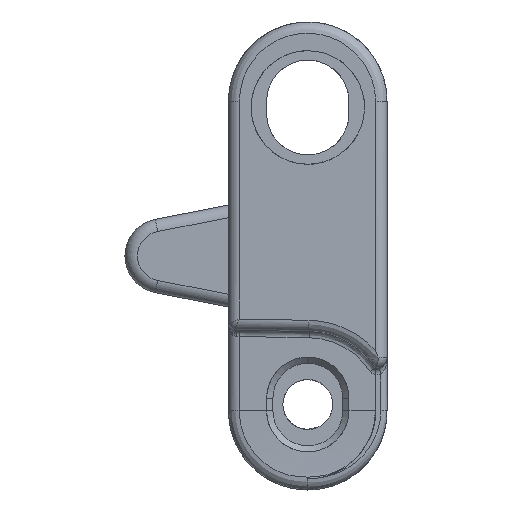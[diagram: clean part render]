
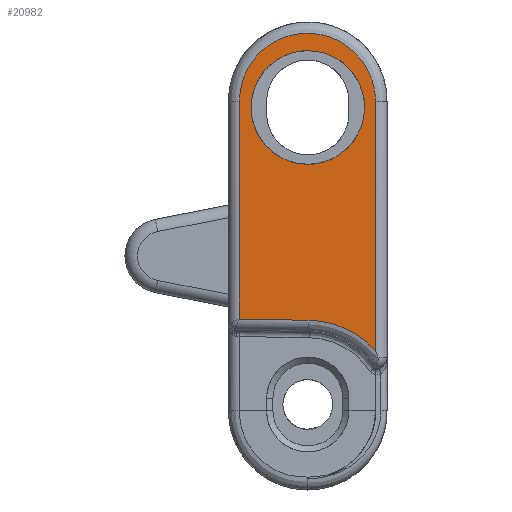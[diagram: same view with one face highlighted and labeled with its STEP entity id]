
A CAD part, left-side view. The second image highlights one B-rep face of the part: STEP entity #20982.
In plain terms, the highlighted planar face has unit normal (-0.999, 0.035, 0).
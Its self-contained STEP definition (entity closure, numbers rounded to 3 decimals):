
#1310 = CARTESIAN_POINT ( 'NONE',  ( -56.928, -6.35, 16.45 ) ) ;
#2162 = CARTESIAN_POINT ( 'NONE',  ( -57.117, -11.769, 12.4 ) ) ;
#2813 = CARTESIAN_POINT ( 'NONE',  ( -56.928, -6.35, 7.35 ) ) ;
#3231 = EDGE_CURVE ( 'NONE', #37998, #12368, #37153, .T. ) ;
#3456 = CARTESIAN_POINT ( 'NONE',  ( -56.737, -0.869, -5.054 ) ) ;
#4288 = DIRECTION ( 'NONE',  ( 0.035, 0.999, 0.017 ) ) ;
#4529 = ORIENTED_EDGE ( 'NONE', *, *, #28150, .T. ) ;
#4900 = DIRECTION ( 'NONE',  ( -0.999, 0.035, 0. ) ) ;
#4992 = VERTEX_POINT ( 'NONE', #6077 ) ;
#6077 = CARTESIAN_POINT ( 'NONE',  ( -57.117, -11.769, -7.568 ) ) ;
#6720 = DIRECTION ( 'NONE',  ( 0., 0., -1. ) ) ;
#8447 = VECTOR ( 'NONE', #4288, 1000. ) ;
#8754 = CARTESIAN_POINT ( 'NONE',  ( -56.737, -0.869, 12.4 ) ) ;
#8865 = AXIS2_PLACEMENT_3D ( 'NONE', #31676, #4900, #25094 ) ;
#10558 = DIRECTION ( 'NONE',  ( 0., 0., -1. ) ) ;
#10744 = ORIENTED_EDGE ( 'NONE', *, *, #31578, .F. ) ;
#11349 = ORIENTED_EDGE ( 'NONE', *, *, #20271, .F. ) ;
#11477 = CARTESIAN_POINT ( 'NONE',  ( -57.117, -11.769, 23.3 ) ) ;
#12368 = VERTEX_POINT ( 'NONE', #3456 ) ;
#13639 = CARTESIAN_POINT ( 'NONE',  ( -56.737, -0.869, 18.8 ) ) ;
#16040 =( BOUNDED_CURVE ( )  B_SPLINE_CURVE ( 3, ( #21067, #38344, #32700, #2813 ),
 .UNSPECIFIED., .F., .F. ) 
 B_SPLINE_CURVE_WITH_KNOTS ( ( 4, 4 ),
 ( 1.571, 4.712 ),
 .UNSPECIFIED. ) 
 CURVE ( )  GEOMETRIC_REPRESENTATION_ITEM ( )  RATIONAL_B_SPLINE_CURVE ( ( 1., 0.333, 0.333, 1. ) ) 
 REPRESENTATION_ITEM ( '' )  );
#16349 = EDGE_CURVE ( 'NONE', #37998, #33752, #37689, .T. ) ;
#16512 = EDGE_CURVE ( 'NONE', #35720, #12368, #25058, .T. ) ;
#16649 = CARTESIAN_POINT ( 'NONE',  ( -56.928, -6.35, 7.35 ) ) ;
#17104 = ORIENTED_EDGE ( 'NONE', *, *, #16349, .F. ) ;
#17700 = CARTESIAN_POINT ( 'NONE',  ( -57.117, -11.769, 12.4 ) ) ;
#19353 = CARTESIAN_POINT ( 'NONE',  ( -57.069, -10.385, -6.04 ) ) ;
#19557 = CARTESIAN_POINT ( 'NONE',  ( -56.61, 2.75, 7.35 ) ) ;
#20036 = FACE_BOUND ( 'NONE', #33899, .T. ) ;
#20271 = EDGE_CURVE ( 'NONE', #33752, #4992, #35851, .T. ) ;
#20319 = VECTOR ( 'NONE', #10558, 1000. ) ;
#20633 = VERTEX_POINT ( 'NONE', #25187 ) ;
#20982 = ADVANCED_FACE ( 'NONE', ( #37499, #20036 ), #34031, .T. ) ;
#21067 = CARTESIAN_POINT ( 'NONE',  ( -56.928, -6.35, 16.45 ) ) ;
#22263 = CARTESIAN_POINT ( 'NONE',  ( -57.117, -11.769, -7.568 ) ) ;
#24382 = CARTESIAN_POINT ( 'NONE',  ( -56.928, -6.35, 16.45 ) ) ;
#24661 = ORIENTED_EDGE ( 'NONE', *, *, #16512, .F. ) ;
#25058 = LINE ( 'NONE', #37282, #8447 ) ;
#25094 = DIRECTION ( 'NONE',  ( -0.035, -0.999, 0. ) ) ;
#25187 = CARTESIAN_POINT ( 'NONE',  ( -56.928, -6.35, 7.35 ) ) ;
#25727 = CARTESIAN_POINT ( 'NONE',  ( -56.932, -6.447, -5.151 ) ) ;
#27027 = VECTOR ( 'NONE', #6720, 1000. ) ;
#27265 = VERTEX_POINT ( 'NONE', #24382 ) ;
#27496 = CARTESIAN_POINT ( 'NONE',  ( -56.932, -6.447, -5.151 ) ) ;
#28150 = EDGE_CURVE ( 'NONE', #27265, #20633, #16040, .T. ) ;
#28646 = CARTESIAN_POINT ( 'NONE',  ( -57.004, -8.508, -5.187 ) ) ;
#30185 =( BOUNDED_CURVE ( )  B_SPLINE_CURVE ( 3, ( #16649, #19557, #33920, #1310 ),
 .UNSPECIFIED., .F., .F. ) 
 B_SPLINE_CURVE_WITH_KNOTS ( ( 4, 4 ),
 ( 4.712, 7.854 ),
 .UNSPECIFIED. ) 
 CURVE ( )  GEOMETRIC_REPRESENTATION_ITEM ( )  RATIONAL_B_SPLINE_CURVE ( ( 1., 0.333, 0.333, 1. ) ) 
 REPRESENTATION_ITEM ( '' )  );
#30267 =( BOUNDED_CURVE ( )  B_SPLINE_CURVE ( 3, ( #22263, #19353, #28646, #25727 ),
 .UNSPECIFIED., .F., .F. ) 
 B_SPLINE_CURVE_WITH_KNOTS ( ( 4, 4 ),
 ( 3.877, 4.695 ),
 .UNSPECIFIED. ) 
 CURVE ( )  GEOMETRIC_REPRESENTATION_ITEM ( )  RATIONAL_B_SPLINE_CURVE ( ( 1., 0.945, 0.945, 1. ) ) 
 REPRESENTATION_ITEM ( '' )  );
#30747 = EDGE_CURVE ( 'NONE', #20633, #27265, #30185, .T. ) ;
#31578 = EDGE_CURVE ( 'NONE', #4992, #35720, #30267, .T. ) ;
#31676 = CARTESIAN_POINT ( 'NONE',  ( -57.15, -12.7, 21. ) ) ;
#31838 = CARTESIAN_POINT ( 'NONE',  ( -56.737, -0.869, 12.4 ) ) ;
#31890 = ORIENTED_EDGE ( 'NONE', *, *, #3231, .T. ) ;
#32437 = CARTESIAN_POINT ( 'NONE',  ( -56.737, -0.869, 23.3 ) ) ;
#32700 = CARTESIAN_POINT ( 'NONE',  ( -57.246, -15.45, 7.35 ) ) ;
#33355 = ORIENTED_EDGE ( 'NONE', *, *, #30747, .T. ) ;
#33752 = VERTEX_POINT ( 'NONE', #2162 ) ;
#33899 = EDGE_LOOP ( 'NONE', ( #33355, #4529 ) ) ;
#33920 = CARTESIAN_POINT ( 'NONE',  ( -56.61, 2.75, 16.45 ) ) ;
#34031 = PLANE ( 'NONE',  #8865 ) ;
#35720 = VERTEX_POINT ( 'NONE', #27496 ) ;
#35851 = LINE ( 'NONE', #36037, #27027 ) ;
#36037 = CARTESIAN_POINT ( 'NONE',  ( -57.117, -11.769, 18.8 ) ) ;
#37153 = LINE ( 'NONE', #13639, #20319 ) ;
#37282 = CARTESIAN_POINT ( 'NONE',  ( -57.134, -12.242, -5.252 ) ) ;
#37499 = FACE_OUTER_BOUND ( 'NONE', #37687, .T. ) ;
#37687 = EDGE_LOOP ( 'NONE', ( #31890, #24661, #10744, #11349, #17104 ) ) ;
#37689 =( BOUNDED_CURVE ( )  B_SPLINE_CURVE ( 3, ( #8754, #32437, #11477, #17700 ),
 .UNSPECIFIED., .F., .T. ) 
 B_SPLINE_CURVE_WITH_KNOTS ( ( 4, 4 ),
 ( 0., 3.142 ),
 .UNSPECIFIED. ) 
 CURVE ( )  GEOMETRIC_REPRESENTATION_ITEM ( )  RATIONAL_B_SPLINE_CURVE ( ( 1., 0.333, 0.333, 1. ) ) 
 REPRESENTATION_ITEM ( '' )  );
#37998 = VERTEX_POINT ( 'NONE', #31838 ) ;
#38344 = CARTESIAN_POINT ( 'NONE',  ( -57.246, -15.45, 16.45 ) ) ;
